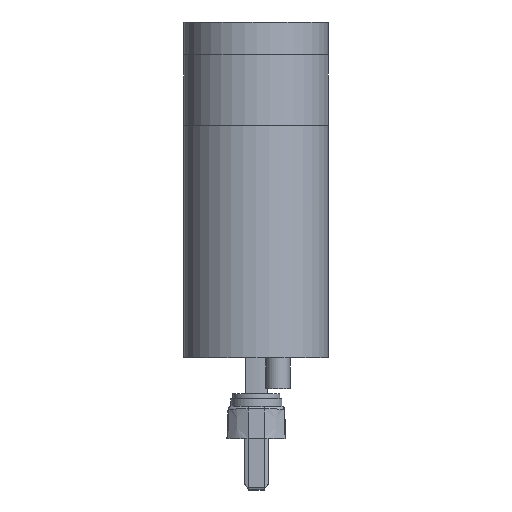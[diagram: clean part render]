
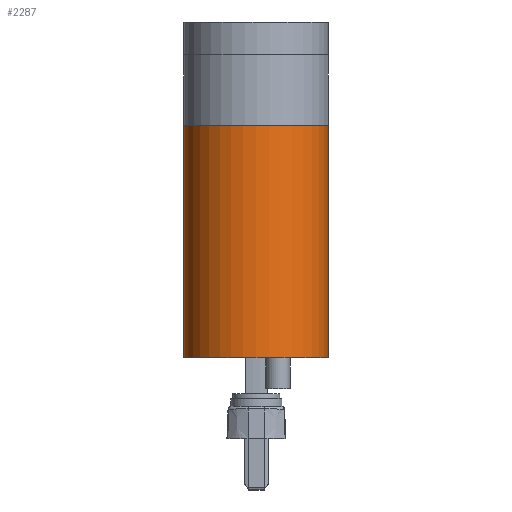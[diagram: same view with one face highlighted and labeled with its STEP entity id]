
A CAD part, top view. The second image highlights one B-rep face of the part: STEP entity #2287.
In plain terms, the highlighted cylindrical face has radius 40 mm (diameter 80 mm), a full revolution.
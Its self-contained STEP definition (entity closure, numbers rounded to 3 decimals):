
#5 = LINE ( 'NONE', #2135, #921 ) ;
#10 = AXIS2_PLACEMENT_3D ( 'NONE', #3087, #2313, #3054 ) ;
#12 = VERTEX_POINT ( 'NONE', #1086 ) ;
#34 = ORIENTED_EDGE ( 'NONE', *, *, #2643, .F. ) ;
#47 = EDGE_CURVE ( 'NONE', #2953, #2724, #2357, .T. ) ;
#48 = DIRECTION ( 'NONE',  ( 0., 0., -1. ) ) ;
#157 = EDGE_CURVE ( 'NONE', #2724, #1955, #1840, .T. ) ;
#202 = AXIS2_PLACEMENT_3D ( 'NONE', #3298, #48, #899 ) ;
#252 = DIRECTION ( 'NONE',  ( 0., 0., -1. ) ) ;
#364 = DIRECTION ( 'NONE',  ( 0., 1., 0. ) ) ;
#524 = CIRCLE ( 'NONE', #1916, 40. ) ;
#613 = FACE_OUTER_BOUND ( 'NONE', #1706, .T. ) ;
#627 = DIRECTION ( 'NONE',  ( 0., 0., 1. ) ) ;
#666 = EDGE_CURVE ( 'NONE', #916, #1955, #524, .T. ) ;
#751 = AXIS2_PLACEMENT_3D ( 'NONE', #3025, #627, #364 ) ;
#758 = CARTESIAN_POINT ( 'NONE',  ( -6.576, -11.399, -172.379 ) ) ;
#867 = CIRCLE ( 'NONE', #202, 40. ) ;
#899 = DIRECTION ( 'NONE',  ( 0., -1., 0. ) ) ;
#916 = VERTEX_POINT ( 'NONE', #2756 ) ;
#921 = VECTOR ( 'NONE', #1501, 1000. ) ;
#925 = DIRECTION ( 'NONE',  ( 0., 0., 1. ) ) ;
#1086 = CARTESIAN_POINT ( 'NONE',  ( 0.174, -90.825, -172.379 ) ) ;
#1101 = ORIENTED_EDGE ( 'NONE', *, *, #666, .F. ) ;
#1304 = VECTOR ( 'NONE', #252, 1000. ) ;
#1501 = DIRECTION ( 'NONE',  ( 0., 0., 1. ) ) ;
#1530 = ORIENTED_EDGE ( 'NONE', *, *, #157, .T. ) ;
#1682 = CARTESIAN_POINT ( 'NONE',  ( -6.576, -11.399, -89.779 ) ) ;
#1706 = EDGE_LOOP ( 'NONE', ( #34 ) ) ;
#1766 = DIRECTION ( 'NONE',  ( 0., 1., 0. ) ) ;
#1840 = LINE ( 'NONE', #758, #1304 ) ;
#1916 = AXIS2_PLACEMENT_3D ( 'NONE', #3078, #925, #1766 ) ;
#1936 = FACE_OUTER_BOUND ( 'NONE', #2127, .T. ) ;
#1955 = VERTEX_POINT ( 'NONE', #1682 ) ;
#2127 = EDGE_LOOP ( 'NONE', ( #2351, #2511, #1530, #1101 ) ) ;
#2135 = CARTESIAN_POINT ( 'NONE',  ( 6.924, -11.399, -172.379 ) ) ;
#2287 = ADVANCED_FACE ( 'NONE', ( #1936, #613 ), #2481, .T. ) ;
#2313 = DIRECTION ( 'NONE',  ( 0., 0., -1. ) ) ;
#2351 = ORIENTED_EDGE ( 'NONE', *, *, #3001, .T. ) ;
#2357 = CIRCLE ( 'NONE', #10, 40. ) ;
#2481 = CYLINDRICAL_SURFACE ( 'NONE', #751, 40. ) ;
#2511 = ORIENTED_EDGE ( 'NONE', *, *, #47, .T. ) ;
#2643 = EDGE_CURVE ( 'NONE', #12, #12, #867, .T. ) ;
#2724 = VERTEX_POINT ( 'NONE', #3433 ) ;
#2756 = CARTESIAN_POINT ( 'NONE',  ( 6.924, -11.399, -89.779 ) ) ;
#2953 = VERTEX_POINT ( 'NONE', #3000 ) ;
#3000 = CARTESIAN_POINT ( 'NONE',  ( 6.924, -11.399, -44.379 ) ) ;
#3001 = EDGE_CURVE ( 'NONE', #916, #2953, #5, .T. ) ;
#3025 = CARTESIAN_POINT ( 'NONE',  ( 0.174, -50.825, -172.379 ) ) ;
#3054 = DIRECTION ( 'NONE',  ( 0., -1., 0. ) ) ;
#3078 = CARTESIAN_POINT ( 'NONE',  ( 0.174, -50.825, -89.779 ) ) ;
#3087 = CARTESIAN_POINT ( 'NONE',  ( 0.174, -50.825, -44.379 ) ) ;
#3298 = CARTESIAN_POINT ( 'NONE',  ( 0.174, -50.825, -172.379 ) ) ;
#3433 = CARTESIAN_POINT ( 'NONE',  ( -6.576, -11.399, -44.379 ) ) ;
